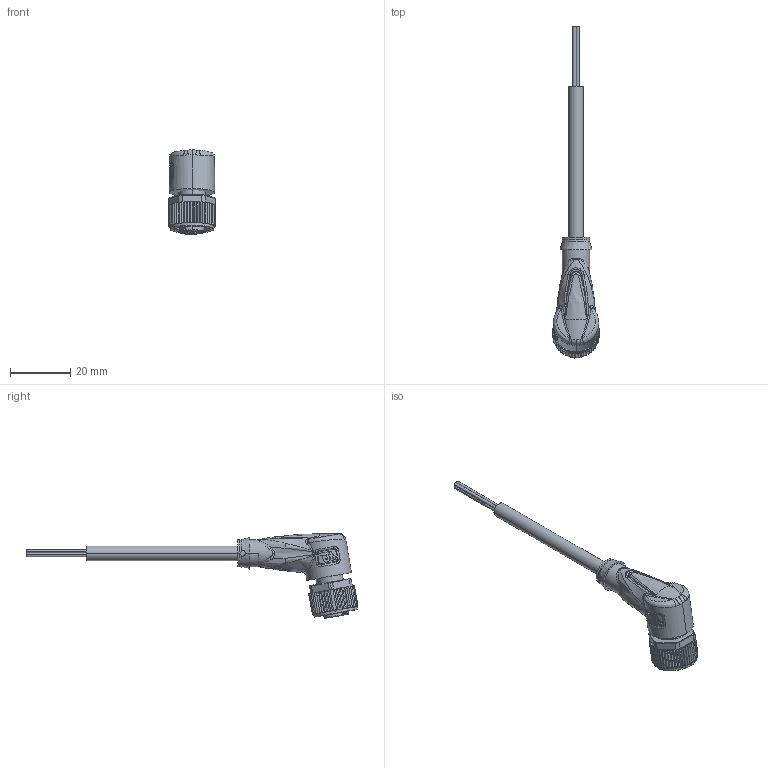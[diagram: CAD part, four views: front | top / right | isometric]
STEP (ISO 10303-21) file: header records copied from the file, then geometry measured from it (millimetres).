
FILE_DESCRIPTION(('STEP AP214'),'1');
FILE_NAME('cctmp_1E1C8AE8-C474-4A1F-A5A6-F6003E6F3FD7_2022_04_27_10_40_12_0560..stp','2022-04-27T08:40:17',('KiM GmbH'),('CADClick - www.CADClick.com'),'Spatial InterOp 3D postprocessed',' ','unknown authorization');
FILE_SCHEMA(('AUTOMOTIVE_DESIGN'));
Length unit declared in the file: millimetre
Products named in the file (8): T195227_1; Connection2; Cable; Connection1; Connection1_3; Connection1_2; Connection1_1; T195227
Assembly tree (7 placements, depth 4):
  T195227
    T195227_1
      Connection2
      Cable
      Connection1
        Connection1_3
        Connection1_2
        Connection1_1
Bounding box: 15.4 x 109.86 x 28.05 mm (x, y, z)
Volume: 7422 mm3; surface area: 5717.5 mm2
Topology: 11 solids, 33 shells, 1185 faces, 2985 edges, 1874 vertices
Faces by surface type: plane 509, cylinder 276, torus 178, bspline 154, cone 64, sphere 4
Entity records: 57474 total; most frequent: CARTESIAN_POINT 26249, ORIENTED_EDGE 5904, DIRECTION 5439, EDGE_CURVE 2974, AXIS2_PLACEMENT_3D 2008, VERTEX_POINT 1874, LINE 1423, VECTOR 1423
